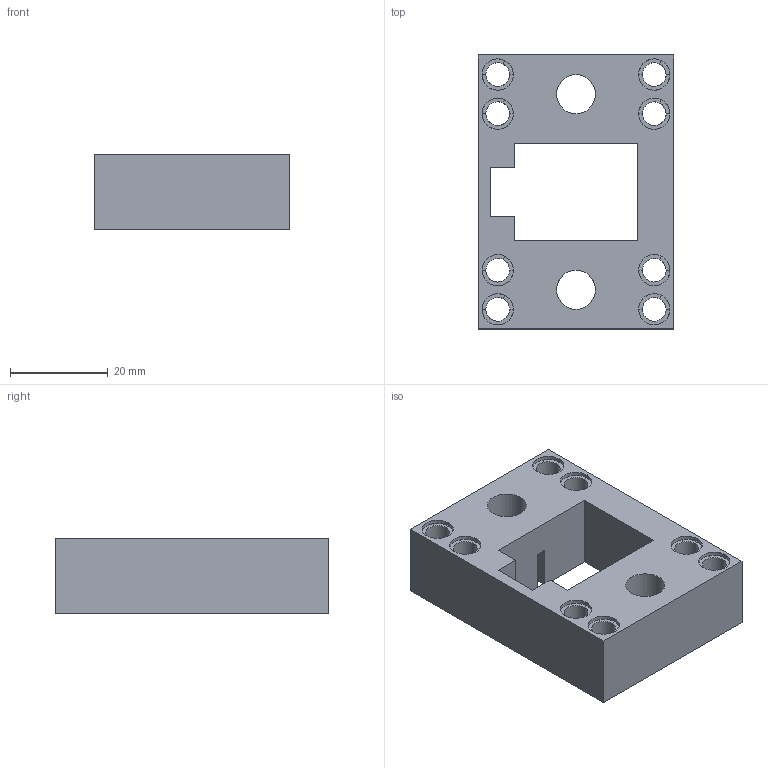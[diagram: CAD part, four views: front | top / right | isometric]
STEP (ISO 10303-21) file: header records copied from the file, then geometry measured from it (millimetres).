
FILE_DESCRIPTION(('CATIA V5 STEP Exchange'),'2;1');
FILE_NAME('FrameEnd_thin.stp','2015-12-16T14:08:10+00:00',('none'),('none'),'CATIA Version 5 Release 20 SP 1 (IN-10)','CATIA V5 STEP AP203','none');
FILE_SCHEMA(('CONFIG_CONTROL_DESIGN'));
Length unit declared in the file: millimetre
Products named in the file (1): FrameEnd_V0.3
Bounding box: 40 x 56 x 15.4 mm (x, y, z)
Volume: 21777.7 mm3; surface area: 10491 mm2
Topology: 1 solids, 1 shells, 202 faces, 472 edges, 272 vertices
Faces by surface type: bspline 96, cylinder 84, plane 22
Entity records: 6672 total; most frequent: CARTESIAN_POINT 2901, ORIENTED_EDGE 944, EDGE_CURVE 472, DIRECTION 408, VERTEX_POINT 272, EDGE_LOOP 224, AXIS2_PLACEMENT_3D 205, ADVANCED_FACE 202
